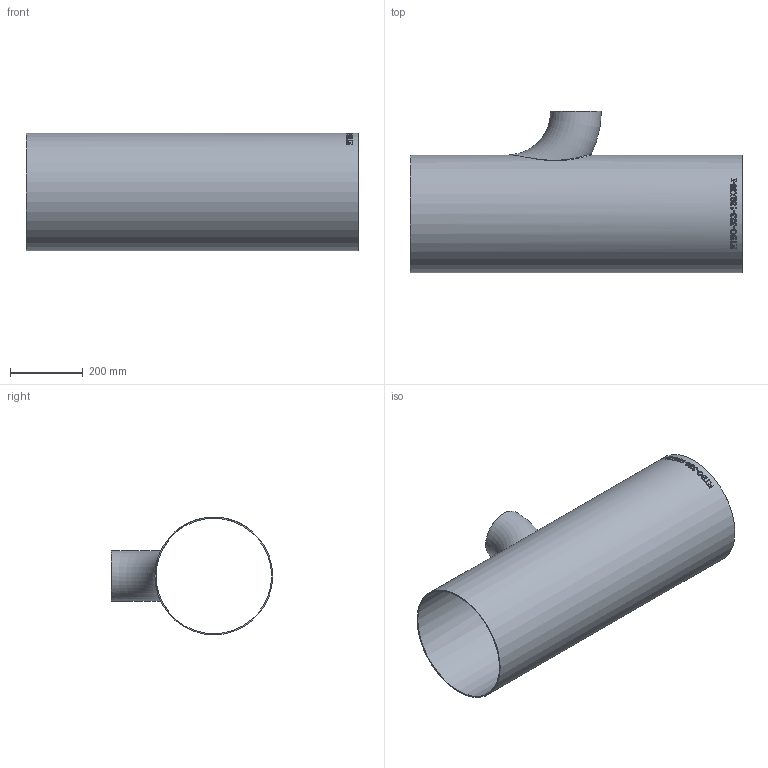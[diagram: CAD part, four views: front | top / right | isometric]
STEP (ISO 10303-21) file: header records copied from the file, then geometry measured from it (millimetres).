
FILE_DESCRIPTION (( 'STEP AP214' ), '1' );
FILE_NAME ('RTBO-323-139X30-x T-Bogen reduziert 2005.STEP', '2020-05-25T14:04:42', ( '' ), ( '' ), 'SwSTEP 2.0', 'SolidWorks 2019', '' );
FILE_SCHEMA (( 'AUTOMOTIVE_DESIGN' ));
Length unit declared in the file: millimetre
Products named in the file (1): RTBO-323-139X30-x T-Bogen reduziert 2005
Bounding box: 914 x 444.05 x 323.9 mm (x, y, z)
Volume: 2868710 mm3; surface area: 1933692.7 mm2
Topology: 1 solids, 1 shells, 241 faces, 646 edges, 431 vertices
Faces by surface type: bspline 157, plane 57, cylinder 25, torus 2
Full cylindrical faces by diameter (mm): 317.9 x1, 323.9 x1
Entity records: 50419 total; most frequent: CARTESIAN_POINT 43258, ORIENTED_EDGE 1274, EDGE_CURVE 637, B_SPLINE_CURVE_WITH_KNOTS 486, VERTEX_POINT 428, DIRECTION 395, EDGE_LOOP 275, FACE_OUTER_BOUND 247
